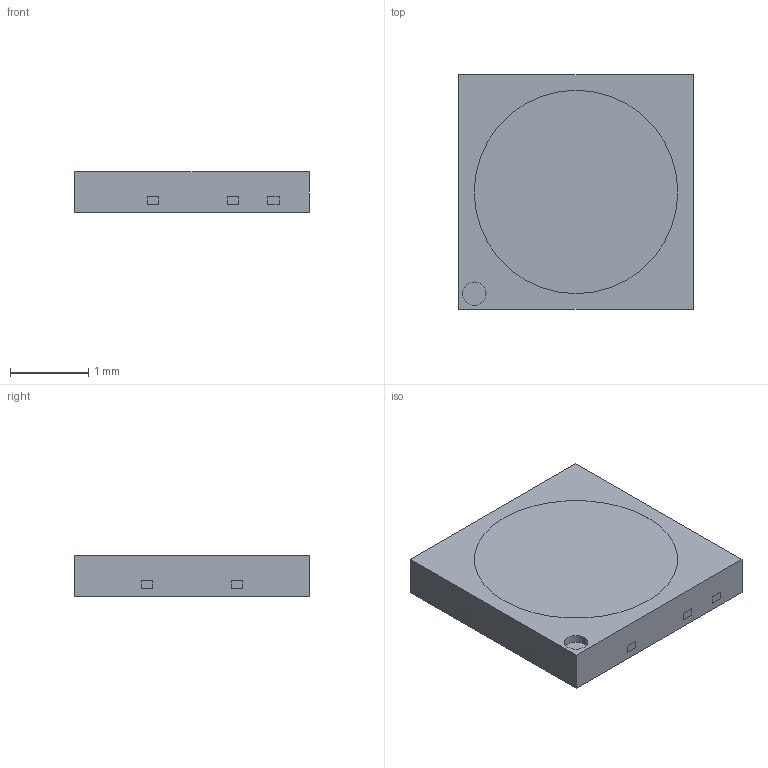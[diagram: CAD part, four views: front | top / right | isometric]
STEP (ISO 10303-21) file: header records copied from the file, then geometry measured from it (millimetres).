
FILE_DESCRIPTION (( 'STEP AP203' ), '1' );
FILE_NAME ('3030-017 UNIT.STEP', '2017-12-06T08:42:19', ( 'admin' ), ( '' ), 'SwSTEP 2.0', 'SolidWorks 2014', '' );
FILE_SCHEMA (( 'CONFIG_CONTROL_DESIGN' ));
Length unit declared in the file: millimetre
Products named in the file (5): 茷嫖蝶; 3030-14-H1 LF UNIT SZIE; 3030-017 UNIT; 3030-017 UNIT SIZE; 3030-14-H1 EMC UNIT SIZE
Assembly tree (4 placements, depth 3):
  3030-017 UNIT
    3030-017 UNIT SIZE
      3030-14-H1 EMC UNIT SIZE
      3030-14-H1 LF UNIT SZIE
    茷嫖蝶
Bounding box: 3 x 3 x 0.52 mm (x, y, z)
Volume: 4.7 mm3; surface area: 55 mm2
Topology: 4 solids, 4 shells, 244 faces, 710 edges, 472 vertices
Faces by surface type: plane 134, cylinder 106, cone 4
Entity records: 8679 total; most frequent: DIRECTION 1438, CARTESIAN_POINT 1434, ORIENTED_EDGE 1420, EDGE_CURVE 710, LINE 486, VECTOR 486, AXIS2_PLACEMENT_3D 476, VERTEX_POINT 472
